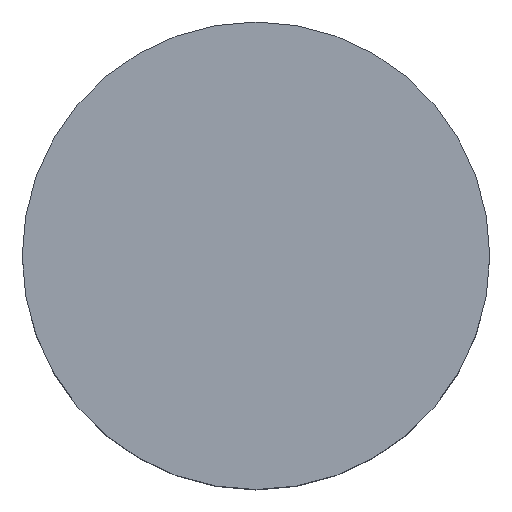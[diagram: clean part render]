
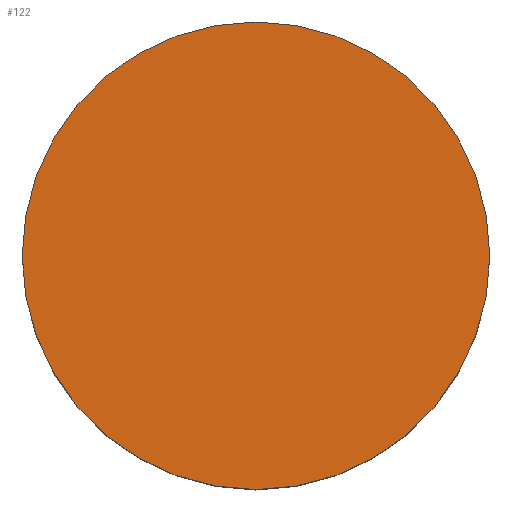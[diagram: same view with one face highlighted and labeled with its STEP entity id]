
A CAD part, top view. The second image highlights one B-rep face of the part: STEP entity #122.
In plain terms, the highlighted planar face has unit normal (0, 0, 1).
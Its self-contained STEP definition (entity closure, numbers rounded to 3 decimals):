
#8 = CARTESIAN_POINT ( 'NONE',  ( -3., 0., 0. ) ) ;
#14 = DIRECTION ( 'NONE',  ( 1., 0., 0. ) ) ;
#15 = EDGE_LOOP ( 'NONE', ( #329, #120 ) ) ;
#23 = CARTESIAN_POINT ( 'NONE',  ( 0., 0., 0. ) ) ;
#33 = VERTEX_POINT ( 'NONE', #8 ) ;
#54 = FACE_OUTER_BOUND ( 'NONE', #15, .T. ) ;
#57 = CARTESIAN_POINT ( 'NONE',  ( 3., 0., 0. ) ) ;
#69 = DIRECTION ( 'NONE',  ( 0., 0., 1. ) ) ;
#74 = CARTESIAN_POINT ( 'NONE',  ( 0., 0., 0. ) ) ;
#115 = AXIS2_PLACEMENT_3D ( 'NONE', #74, #69, #317 ) ;
#116 = VERTEX_POINT ( 'NONE', #57 ) ;
#120 = ORIENTED_EDGE ( 'NONE', *, *, #235, .T. ) ;
#122 = ADVANCED_FACE ( 'NONE', ( #54 ), #350, .T. ) ;
#138 = DIRECTION ( 'NONE',  ( 0., 0., 1. ) ) ;
#181 = CIRCLE ( 'NONE', #115, 3. ) ;
#210 = DIRECTION ( 'NONE',  ( 0., 0., 1. ) ) ;
#235 = EDGE_CURVE ( 'NONE', #33, #116, #295, .T. ) ;
#236 = EDGE_CURVE ( 'NONE', #116, #33, #181, .T. ) ;
#295 = CIRCLE ( 'NONE', #304, 3. ) ;
#304 = AXIS2_PLACEMENT_3D ( 'NONE', #312, #210, #14 ) ;
#312 = CARTESIAN_POINT ( 'NONE',  ( 0., 0., 0. ) ) ;
#317 = DIRECTION ( 'NONE',  ( 1., 0., 0. ) ) ;
#329 = ORIENTED_EDGE ( 'NONE', *, *, #236, .T. ) ;
#346 = DIRECTION ( 'NONE',  ( 1., 0., 0. ) ) ;
#350 = PLANE ( 'NONE',  #351 ) ;
#351 = AXIS2_PLACEMENT_3D ( 'NONE', #23, #138, #346 ) ;
